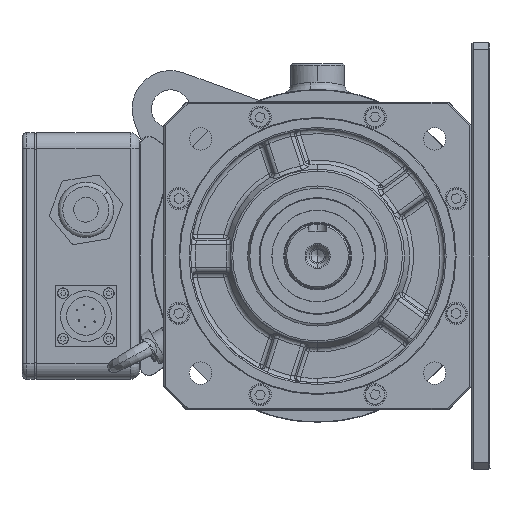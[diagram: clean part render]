
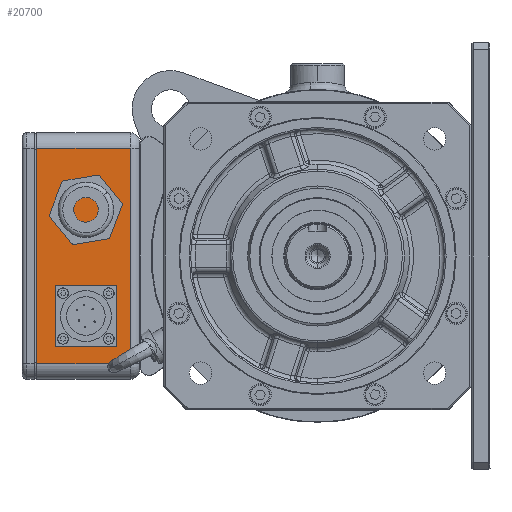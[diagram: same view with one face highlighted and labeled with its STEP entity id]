
A CAD part, left-side view. The second image highlights one B-rep face of the part: STEP entity #20700.
In plain terms, the highlighted planar face has unit normal (-1, 0, 0).
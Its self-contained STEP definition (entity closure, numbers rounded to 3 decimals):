
#362 = EDGE_LOOP ( 'NONE', ( #61731, #25812, #62375, #61423 ) ) ;
#2939 = CARTESIAN_POINT ( 'NONE',  ( 339.5, 182.5, 70. ) ) ;
#4602 = DIRECTION ( 'NONE',  ( 0., 1., 0. ) ) ;
#5852 = VERTEX_POINT ( 'NONE', #49840 ) ;
#6989 = VECTOR ( 'NONE', #17870, 1000. ) ;
#10391 = EDGE_CURVE ( 'NONE', #31538, #61145, #49526, .T. ) ;
#10919 = EDGE_CURVE ( 'NONE', #52170, #61145, #62493, .T. ) ;
#14507 = CARTESIAN_POINT ( 'NONE',  ( 339.5, 182.5, -80. ) ) ;
#15387 = EDGE_CURVE ( 'NONE', #31538, #5852, #32588, .T. ) ;
#17531 = CARTESIAN_POINT ( 'NONE',  ( 339.5, 121.5, -80. ) ) ;
#17870 = DIRECTION ( 'NONE',  ( 0., 0., 1. ) ) ;
#20700 = ADVANCED_FACE ( 'NONE', ( #38060 ), #28117, .F. ) ;
#21965 = AXIS2_PLACEMENT_3D ( 'NONE', #14507, #44706, #4602 ) ;
#24163 = CARTESIAN_POINT ( 'NONE',  ( 339.5, 182.5, -70. ) ) ;
#24372 = DIRECTION ( 'NONE',  ( 0., 0., 1. ) ) ;
#25812 = ORIENTED_EDGE ( 'NONE', *, *, #15387, .T. ) ;
#27673 = CARTESIAN_POINT ( 'NONE',  ( 339.5, 182.5, -70. ) ) ;
#28117 = PLANE ( 'NONE',  #21965 ) ;
#29755 = CARTESIAN_POINT ( 'NONE',  ( 339.5, 121.5, 70. ) ) ;
#31538 = VERTEX_POINT ( 'NONE', #24163 ) ;
#32588 = LINE ( 'NONE', #27673, #56904 ) ;
#38060 = FACE_OUTER_BOUND ( 'NONE', #362, .T. ) ;
#38082 = EDGE_CURVE ( 'NONE', #5852, #52170, #47730, .T. ) ;
#38457 = VECTOR ( 'NONE', #24372, 1000. ) ;
#44706 = DIRECTION ( 'NONE',  ( 1., 0., 0. ) ) ;
#47730 = LINE ( 'NONE', #17531, #6989 ) ;
#47911 = DIRECTION ( 'NONE',  ( 0., -1., 0. ) ) ;
#49526 = LINE ( 'NONE', #58466, #38457 ) ;
#49840 = CARTESIAN_POINT ( 'NONE',  ( 339.5, 121.5, -70. ) ) ;
#51948 = DIRECTION ( 'NONE',  ( 0., 1., 0. ) ) ;
#52170 = VERTEX_POINT ( 'NONE', #29755 ) ;
#53346 = VECTOR ( 'NONE', #51948, 1000. ) ;
#56904 = VECTOR ( 'NONE', #47911, 1000. ) ;
#58466 = CARTESIAN_POINT ( 'NONE',  ( 339.5, 182.5, -80. ) ) ;
#61145 = VERTEX_POINT ( 'NONE', #2939 ) ;
#61423 = ORIENTED_EDGE ( 'NONE', *, *, #10919, .T. ) ;
#61731 = ORIENTED_EDGE ( 'NONE', *, *, #10391, .F. ) ;
#61847 = CARTESIAN_POINT ( 'NONE',  ( 339.5, 182.5, 70. ) ) ;
#62375 = ORIENTED_EDGE ( 'NONE', *, *, #38082, .T. ) ;
#62493 = LINE ( 'NONE', #61847, #53346 ) ;
